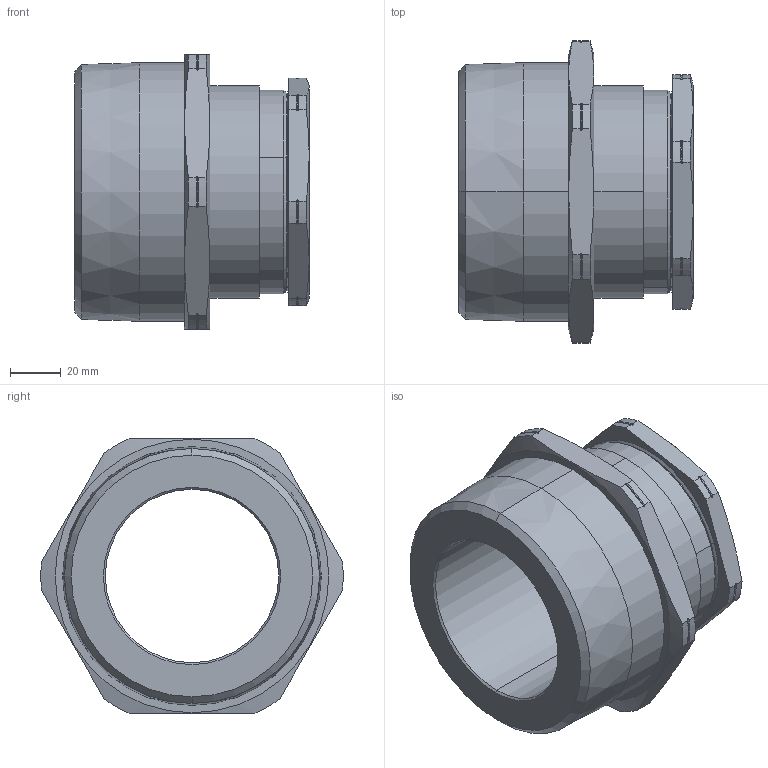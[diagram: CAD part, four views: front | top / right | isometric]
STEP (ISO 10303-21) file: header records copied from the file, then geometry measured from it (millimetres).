
FILE_DESCRIPTION (( 'STEP AP203' ), '1' );
FILE_NAME ('75A2F(E)1001RA039.STEP', '2021-06-15T13:04:58', ( '' ), ( '' ), 'SwSTEP 2.0', 'SolidWorks 2017', '' );
FILE_SCHEMA (( 'CONFIG_CONTROL_DESIGN' ));
Length unit declared in the file: millimetre
Products named in the file (1): 75A2F(E)1001RA039
Bounding box: 92.1 x 118.74 x 108 mm (x, y, z)
Volume: 314306.2 mm3; surface area: 60671.8 mm2
Topology: 1 solids, 1 shells, 101 faces, 262 edges, 168 vertices
Faces by surface type: cylinder 36, torus 26, cone 20, plane 19
Entity records: 3607 total; most frequent: CARTESIAN_POINT 1108, ORIENTED_EDGE 524, DIRECTION 496, EDGE_CURVE 262, AXIS2_PLACEMENT_3D 208, VERTEX_POINT 168, EDGE_LOOP 108, CIRCLE 106
